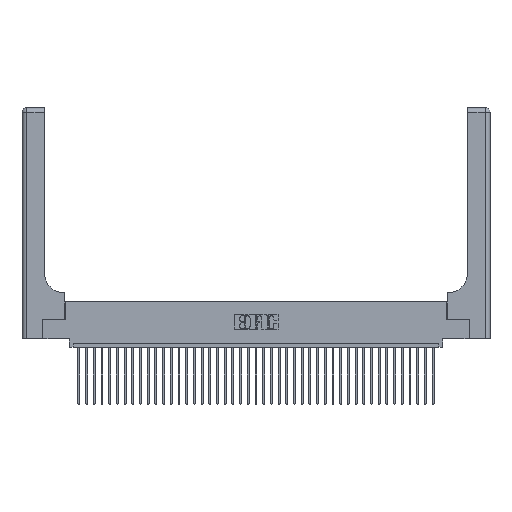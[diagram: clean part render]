
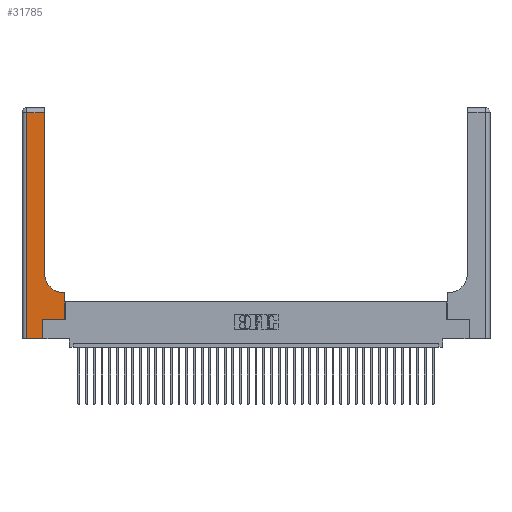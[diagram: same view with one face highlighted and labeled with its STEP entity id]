
A CAD part, top view. The second image highlights one B-rep face of the part: STEP entity #31785.
In plain terms, the highlighted planar face has unit normal (0, 0, 1).
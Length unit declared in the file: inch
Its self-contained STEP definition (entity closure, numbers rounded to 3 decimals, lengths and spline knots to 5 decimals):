
#482 = AXIS2_PLACEMENT_3D ( 'NONE', #27803, #36981, #34266 ) ;
#549 = DIRECTION ( 'NONE',  ( 0., 0., -1. ) ) ;
#1526 = EDGE_CURVE ( 'NONE', #19688, #14964, #33475, .T. ) ;
#2018 = FACE_OUTER_BOUND ( 'NONE', #39496, .T. ) ;
#2057 = VERTEX_POINT ( 'NONE', #28222 ) ;
#3192 = LINE ( 'NONE', #7137, #37944 ) ;
#4162 = VERTEX_POINT ( 'NONE', #28283 ) ;
#5366 = CARTESIAN_POINT ( 'NONE',  ( 0.5585, 0.25, 0.37 ) ) ;
#5724 = CARTESIAN_POINT ( 'NONE',  ( 0.2915, 0.85, 0.37 ) ) ;
#5967 = DIRECTION ( 'NONE',  ( 0., 1., 0. ) ) ;
#6753 = VECTOR ( 'NONE', #36960, 39.37008 ) ;
#7092 = VERTEX_POINT ( 'NONE', #35490 ) ;
#7137 = CARTESIAN_POINT ( 'NONE',  ( 0.2915, 3., 0.37 ) ) ;
#7256 = VERTEX_POINT ( 'NONE', #5724 ) ;
#7665 = ORIENTED_EDGE ( 'NONE', *, *, #19577, .T. ) ;
#8579 = CARTESIAN_POINT ( 'NONE',  ( 0., 2.94, 0.37 ) ) ;
#9071 = VECTOR ( 'NONE', #11471, 39.37008 ) ;
#9587 = CARTESIAN_POINT ( 'NONE',  ( 0.269, 0., 0.37 ) ) ;
#9844 = LINE ( 'NONE', #9587, #36064 ) ;
#11387 = DIRECTION ( 'NONE',  ( 0., 1., 0. ) ) ;
#11471 = DIRECTION ( 'NONE',  ( 1., 0., 0. ) ) ;
#12560 = CARTESIAN_POINT ( 'NONE',  ( 0.5415, 0.85, 0.37 ) ) ;
#12798 = EDGE_CURVE ( 'NONE', #7256, #7092, #3192, .T. ) ;
#12825 = ORIENTED_EDGE ( 'NONE', *, *, #30609, .T. ) ;
#14191 = VECTOR ( 'NONE', #15064, 39.37008 ) ;
#14386 = CARTESIAN_POINT ( 'NONE',  ( 0.2915, 0.6, 0.37 ) ) ;
#14964 = VERTEX_POINT ( 'NONE', #27310 ) ;
#15064 = DIRECTION ( 'NONE',  ( -1., 0., 0. ) ) ;
#15187 = LINE ( 'NONE', #14386, #14191 ) ;
#15303 = PLANE ( 'NONE',  #482 ) ;
#17742 = CARTESIAN_POINT ( 'NONE',  ( 0., 0., 0.37 ) ) ;
#18343 = DIRECTION ( 'NONE',  ( -1., 0., 0. ) ) ;
#18832 = CARTESIAN_POINT ( 'NONE',  ( 0.269, 0.25, 0.37 ) ) ;
#19577 = EDGE_CURVE ( 'NONE', #39870, #4162, #39719, .T. ) ;
#19688 = VERTEX_POINT ( 'NONE', #23902 ) ;
#21020 = CIRCLE ( 'NONE', #34194, 0.25 ) ;
#21215 = LINE ( 'NONE', #17742, #9071 ) ;
#21785 = VECTOR ( 'NONE', #35761, 39.37008 ) ;
#23079 = CARTESIAN_POINT ( 'NONE',  ( 0.5415, 0.6, 0.37 ) ) ;
#23282 = ORIENTED_EDGE ( 'NONE', *, *, #12798, .T. ) ;
#23902 = CARTESIAN_POINT ( 'NONE',  ( 0.06, 2.94, 0.37 ) ) ;
#24123 = VECTOR ( 'NONE', #18343, 39.37008 ) ;
#24583 = LINE ( 'NONE', #8579, #24123 ) ;
#25142 = ORIENTED_EDGE ( 'NONE', *, *, #30723, .T. ) ;
#25904 = ORIENTED_EDGE ( 'NONE', *, *, #31527, .T. ) ;
#27307 = ORIENTED_EDGE ( 'NONE', *, *, #39922, .T. ) ;
#27310 = CARTESIAN_POINT ( 'NONE',  ( 0.06, 0., 0.37 ) ) ;
#27341 = ORIENTED_EDGE ( 'NONE', *, *, #1526, .T. ) ;
#27803 = CARTESIAN_POINT ( 'NONE',  ( 0., 3., 0.37 ) ) ;
#28222 = CARTESIAN_POINT ( 'NONE',  ( 0.5585, 0.6, 0.37 ) ) ;
#28283 = CARTESIAN_POINT ( 'NONE',  ( 0.5585, 0.25, 0.37 ) ) ;
#29745 = VERTEX_POINT ( 'NONE', #35581 ) ;
#30609 = EDGE_CURVE ( 'NONE', #2057, #36427, #15187, .T. ) ;
#30617 = VECTOR ( 'NONE', #11387, 39.37008 ) ;
#30723 = EDGE_CURVE ( 'NONE', #36427, #7256, #21020, .T. ) ;
#31527 = EDGE_CURVE ( 'NONE', #4162, #2057, #32555, .T. ) ;
#31785 = ADVANCED_FACE ( 'NONE', ( #2018 ), #15303, .F. ) ;
#32555 = LINE ( 'NONE', #5366, #30617 ) ;
#32705 = ORIENTED_EDGE ( 'NONE', *, *, #34685, .T. ) ;
#33475 = LINE ( 'NONE', #37373, #21785 ) ;
#34194 = AXIS2_PLACEMENT_3D ( 'NONE', #12560, #549, #37578 ) ;
#34266 = DIRECTION ( 'NONE',  ( -1., 0., 0. ) ) ;
#34396 = DIRECTION ( 'NONE',  ( 0., 1., 0. ) ) ;
#34685 = EDGE_CURVE ( 'NONE', #7092, #19688, #24583, .T. ) ;
#35490 = CARTESIAN_POINT ( 'NONE',  ( 0.2915, 2.94, 0.37 ) ) ;
#35581 = CARTESIAN_POINT ( 'NONE',  ( 0.269, 0., 0.37 ) ) ;
#35761 = DIRECTION ( 'NONE',  ( 0., -1., 0. ) ) ;
#36064 = VECTOR ( 'NONE', #34396, 39.37008 ) ;
#36427 = VERTEX_POINT ( 'NONE', #23079 ) ;
#36721 = ORIENTED_EDGE ( 'NONE', *, *, #38413, .T. ) ;
#36960 = DIRECTION ( 'NONE',  ( 1., 0., 0. ) ) ;
#36981 = DIRECTION ( 'NONE',  ( 0., 0., -1. ) ) ;
#37373 = CARTESIAN_POINT ( 'NONE',  ( 0.06, 3., 0.37 ) ) ;
#37578 = DIRECTION ( 'NONE',  ( 1., 0., 0. ) ) ;
#37944 = VECTOR ( 'NONE', #5967, 39.37008 ) ;
#38413 = EDGE_CURVE ( 'NONE', #14964, #29745, #21215, .T. ) ;
#39496 = EDGE_LOOP ( 'NONE', ( #23282, #32705, #27341, #36721, #27307, #7665, #25904, #12825, #25142 ) ) ;
#39719 = LINE ( 'NONE', #39936, #6753 ) ;
#39870 = VERTEX_POINT ( 'NONE', #18832 ) ;
#39922 = EDGE_CURVE ( 'NONE', #29745, #39870, #9844, .T. ) ;
#39936 = CARTESIAN_POINT ( 'NONE',  ( 0.269, 0.25, 0.37 ) ) ;
